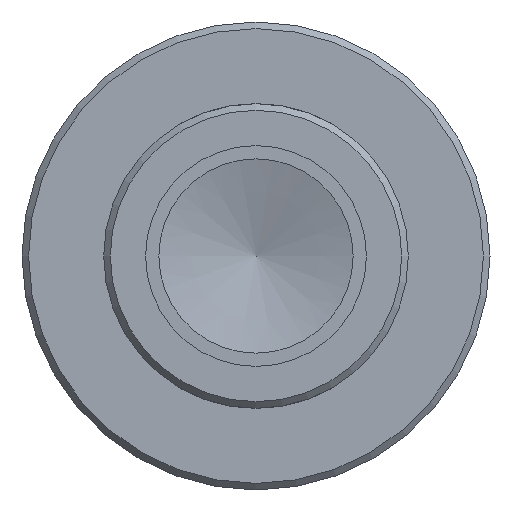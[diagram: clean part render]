
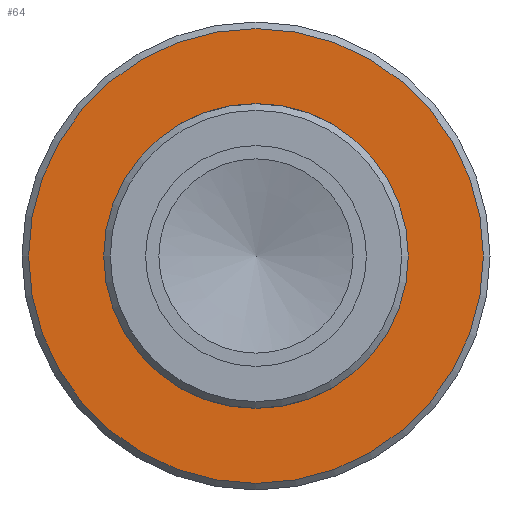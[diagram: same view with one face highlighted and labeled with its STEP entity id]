
A CAD part, left-side view. The second image highlights one B-rep face of the part: STEP entity #64.
In plain terms, the highlighted planar face has unit normal (-1, 0, 0).
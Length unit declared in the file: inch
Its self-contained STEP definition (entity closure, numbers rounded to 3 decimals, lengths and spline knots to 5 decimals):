
#49=FACE_BOUND('',#107,.T.);
#50=FACE_BOUND('',#108,.T.);
#64=ADVANCED_FACE('',(#49,#50),#76,.T.);
#76=PLANE('',#340);
#107=EDGE_LOOP('',(#200,#201));
#108=EDGE_LOOP('',(#202,#203));
#200=ORIENTED_EDGE('',*,*,#276,.F.);
#201=ORIENTED_EDGE('',*,*,#277,.F.);
#202=ORIENTED_EDGE('',*,*,#273,.T.);
#203=ORIENTED_EDGE('',*,*,#274,.T.);
#238=VERTEX_POINT('',#506);
#239=VERTEX_POINT('',#507);
#240=VERTEX_POINT('',#512);
#241=VERTEX_POINT('',#513);
#273=EDGE_CURVE('',#238,#239,#299,.T.);
#274=EDGE_CURVE('',#239,#238,#300,.T.);
#276=EDGE_CURVE('',#240,#241,#301,.T.);
#277=EDGE_CURVE('',#241,#240,#302,.T.);
#299=CIRCLE('',#335,0.69);
#300=CIRCLE('',#336,0.69);
#301=CIRCLE('',#338,1.03);
#302=CIRCLE('',#339,1.03);
#335=AXIS2_PLACEMENT_3D('',#505,#416,#417);
#336=AXIS2_PLACEMENT_3D('',#508,#418,#419);
#338=AXIS2_PLACEMENT_3D('',#511,#423,#424);
#339=AXIS2_PLACEMENT_3D('',#514,#425,#426);
#340=AXIS2_PLACEMENT_3D('',#515,#427,#428);
#416=DIRECTION('',(1.,0.,0.));
#417=DIRECTION('',(0.,0.,-1.));
#418=DIRECTION('',(1.,0.,0.));
#419=DIRECTION('',(0.,0.,-1.));
#423=DIRECTION('',(1.,0.,0.));
#424=DIRECTION('',(0.,0.,-1.));
#425=DIRECTION('',(1.,0.,0.));
#426=DIRECTION('',(0.,0.,-1.));
#427=DIRECTION('',(-1.,0.,0.));
#428=DIRECTION('',(0.,0.,1.));
#505=CARTESIAN_POINT('',(3.,0.,0.));
#506=CARTESIAN_POINT('',(3.,-0.69,0.));
#507=CARTESIAN_POINT('',(3.,0.69,0.));
#508=CARTESIAN_POINT('',(3.,0.,0.));
#511=CARTESIAN_POINT('',(3.,0.,0.));
#512=CARTESIAN_POINT('',(3.,-1.03,0.));
#513=CARTESIAN_POINT('',(3.,1.03,0.));
#514=CARTESIAN_POINT('',(3.,0.,0.));
#515=CARTESIAN_POINT('',(3.,-1.03,-1.03));
